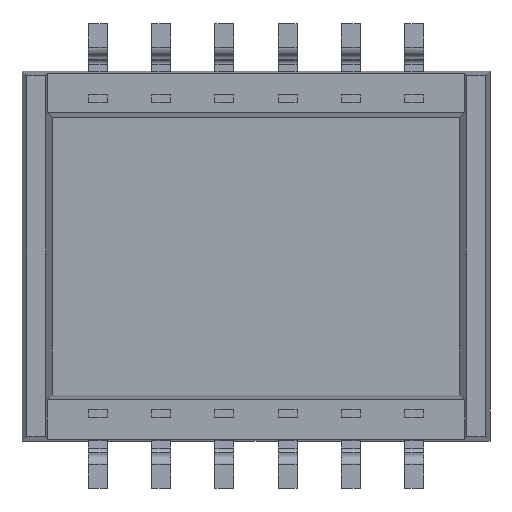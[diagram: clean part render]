
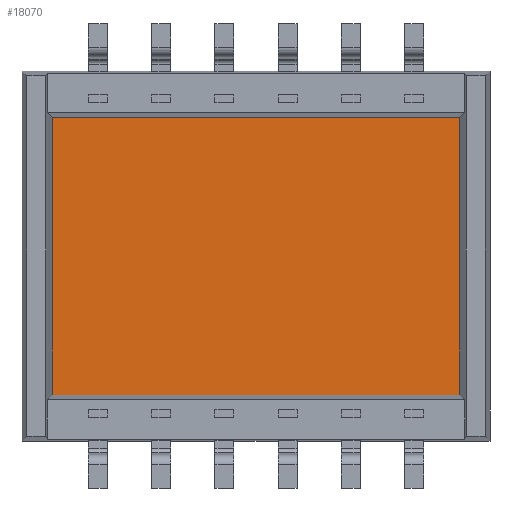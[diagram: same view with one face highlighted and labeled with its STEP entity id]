
A CAD part, top view. The second image highlights one B-rep face of the part: STEP entity #18070.
In plain terms, the highlighted planar face has unit normal (0, 0, 1).
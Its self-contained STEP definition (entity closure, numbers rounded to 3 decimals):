
#1042=DIRECTION('',(0.,1.,0.));
#1043=VECTOR('',#1042,8.786);
#1044=CARTESIAN_POINT('',(6.446,-4.393,0.65));
#1045=LINE('',#1044,#1043);
#1046=DIRECTION('',(1.,0.,0.));
#1047=VECTOR('',#1046,12.891);
#1048=CARTESIAN_POINT('',(-6.446,-4.393,0.65));
#1049=LINE('',#1048,#1047);
#1050=DIRECTION('',(0.,-1.,0.));
#1051=VECTOR('',#1050,8.786);
#1052=CARTESIAN_POINT('',(-6.446,4.393,0.65));
#1053=LINE('',#1052,#1051);
#1054=DIRECTION('',(-1.,0.,0.));
#1055=VECTOR('',#1054,12.891);
#1056=CARTESIAN_POINT('',(6.446,4.393,0.65));
#1057=LINE('',#1056,#1055);
#12774=CARTESIAN_POINT('',(6.446,-4.393,0.65));
#12775=VERTEX_POINT('',#12774);
#12776=CARTESIAN_POINT('',(6.446,4.393,0.65));
#12777=VERTEX_POINT('',#12776);
#12778=CARTESIAN_POINT('',(-6.446,4.393,0.65));
#12779=VERTEX_POINT('',#12778);
#12780=CARTESIAN_POINT('',(-6.446,-4.393,0.65));
#12781=VERTEX_POINT('',#12780);
#18059=CARTESIAN_POINT('',(6.25,-4.55,0.65));
#18060=DIRECTION('',(0.,0.,-1.));
#18061=DIRECTION('',(-1.,0.,0.));
#18062=AXIS2_PLACEMENT_3D('',#18059,#18060,#18061);
#18063=PLANE('',#18062);
#18064=ORIENTED_EDGE('',*,*,#18031,.F.);
#18065=ORIENTED_EDGE('',*,*,#18051,.F.);
#18066=ORIENTED_EDGE('',*,*,#17995,.F.);
#18067=ORIENTED_EDGE('',*,*,#18016,.F.);
#18068=EDGE_LOOP('',(#18064,#18065,#18066,#18067));
#18069=FACE_OUTER_BOUND('',#18068,.F.);
#17995=EDGE_CURVE('',#12779,#12781,#1053,.T.);
#18016=EDGE_CURVE('',#12777,#12779,#1057,.T.);
#18031=EDGE_CURVE('',#12775,#12777,#1045,.T.);
#18051=EDGE_CURVE('',#12781,#12775,#1049,.T.);
#18070=ADVANCED_FACE('',(#18069),#18063,.F.);
